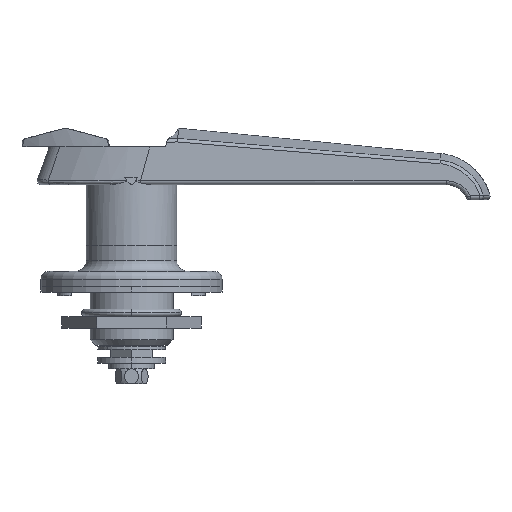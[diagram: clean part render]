
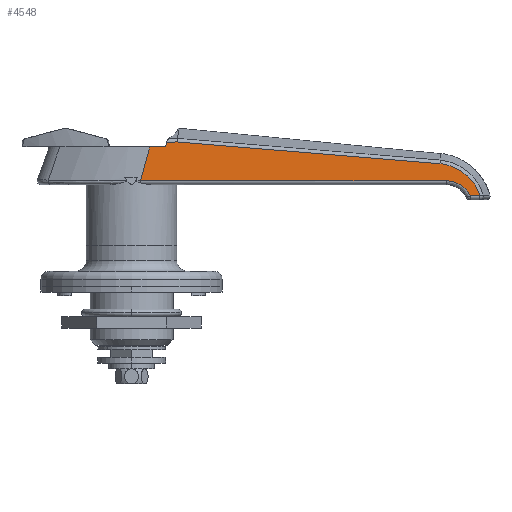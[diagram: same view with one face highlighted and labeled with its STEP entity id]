
A CAD part, left-side view. The second image highlights one B-rep face of the part: STEP entity #4548.
In plain terms, the highlighted planar face has unit normal (-0.998, -0.054, 0.026).
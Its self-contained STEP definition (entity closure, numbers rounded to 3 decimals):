
#99 =( BOUNDED_CURVE ( )  B_SPLINE_CURVE ( 3, ( #6962, #6191, #2983, #1444 ),
 .UNSPECIFIED., .F., .F. ) 
 B_SPLINE_CURVE_WITH_KNOTS ( ( 4, 4 ),
 ( 2.02, 3.148 ),
 .UNSPECIFIED. ) 
 CURVE ( )  GEOMETRIC_REPRESENTATION_ITEM ( )  RATIONAL_B_SPLINE_CURVE ( ( 1., 0.897, 0.897, 1. ) ) 
 REPRESENTATION_ITEM ( '' )  );
#101 = VECTOR ( 'NONE', #9551, 1000. ) ;
#160 = VERTEX_POINT ( 'NONE', #3653 ) ;
#244 = CARTESIAN_POINT ( 'NONE',  ( -7.143, -89.447, 1.9 ) ) ;
#543 = ORIENTED_EDGE ( 'NONE', *, *, #730, .T. ) ;
#601 = CARTESIAN_POINT ( 'NONE',  ( -11.271, -9.208, 10.852 ) ) ;
#730 = EDGE_CURVE ( 'NONE', #2918, #8411, #3114, .T. ) ;
#755 = CARTESIAN_POINT ( 'NONE',  ( -11.635, -4.137, 7.5 ) ) ;
#773 = VERTEX_POINT ( 'NONE', #2547 ) ;
#901 = CARTESIAN_POINT ( 'NONE',  ( -6.697, -100.004, -2.974 ) ) ;
#908 = VECTOR ( 'NONE', #9627, 1000. ) ;
#992 = AXIS2_PLACEMENT_3D ( 'NONE', #2178, #5308, #5897 ) ;
#997 = CARTESIAN_POINT ( 'NONE',  ( -7.116, -92.305, -2.974 ) ) ;
#1103 = CARTESIAN_POINT ( 'NONE',  ( -7.406, -82.92, 5.418 ) ) ;
#1104 = DIRECTION ( 'NONE',  ( -0.055, 0.998, -0.015 ) ) ;
#1155 = CARTESIAN_POINT ( 'NONE',  ( -7.107, -91.132, -0.218 ) ) ;
#1361 = B_SPLINE_CURVE_WITH_KNOTS ( 'NONE', 3,
 ( #8310, #601, #9231, #2241 ),
 .UNSPECIFIED., .F., .F.,
 ( 4, 4 ),
 ( 0., 0.001 ),
 .UNSPECIFIED. ) ;
#1425 = EDGE_CURVE ( 'NONE', #9724, #3951, #99, .T. ) ;
#1444 = CARTESIAN_POINT ( 'NONE',  ( -7.256, -89.722, -2.974 ) ) ;
#1716 = CARTESIAN_POINT ( 'NONE',  ( -7.213, -87.345, 3.608 ) ) ;
#1918 = CARTESIAN_POINT ( 'NONE',  ( -7.436, -82.327, 5.515 ) ) ;
#2178 = CARTESIAN_POINT ( 'NONE',  ( -6.619, -100., 0. ) ) ;
#2241 = CARTESIAN_POINT ( 'NONE',  ( -11.304, -9.007, 10. ) ) ;
#2481 = CARTESIAN_POINT ( 'NONE',  ( -7.15, -89.232, 2.11 ) ) ;
#2485 = DIRECTION ( 'NONE',  ( 0.04, -0.263, 0.964 ) ) ;
#2547 = CARTESIAN_POINT ( 'NONE',  ( -11.9, -2.371, 1.026 ) ) ;
#2578 = CARTESIAN_POINT ( 'NONE',  ( -11.304, -9.007, 10. ) ) ;
#2626 = LINE ( 'NONE', #5097, #908 ) ;
#2635 = CARTESIAN_POINT ( 'NONE',  ( -7.324, -84.653, 4.942 ) ) ;
#2855 = EDGE_CURVE ( 'NONE', #160, #8631, #8156, .T. ) ;
#2883 = CARTESIAN_POINT ( 'NONE',  ( -11.254, -9.308, 11.278 ) ) ;
#2918 = VERTEX_POINT ( 'NONE', #2578 ) ;
#2945 = ORIENTED_EDGE ( 'NONE', *, *, #2855, .T. ) ;
#2983 = CARTESIAN_POINT ( 'NONE',  ( -7.255, -88.53, -0.461 ) ) ;
#2999 = ORIENTED_EDGE ( 'NONE', *, *, #8079, .T. ) ;
#3000 = VECTOR ( 'NONE', #2485, 1000. ) ;
#3114 = LINE ( 'NONE', #10064, #3914 ) ;
#3354 = CARTESIAN_POINT ( 'NONE',  ( -7.109, -90.969, 0.038 ) ) ;
#3356 = ORIENTED_EDGE ( 'NONE', *, *, #9690, .T. ) ;
#3400 = CARTESIAN_POINT ( 'NONE',  ( -7.105, -91.432, -0.74 ) ) ;
#3440 = ORIENTED_EDGE ( 'NONE', *, *, #5282, .T. ) ;
#3454 = CARTESIAN_POINT ( 'NONE',  ( -7.118, -90.451, 0.784 ) ) ;
#3598 = FACE_OUTER_BOUND ( 'NONE', #8157, .T. ) ;
#3653 = CARTESIAN_POINT ( 'NONE',  ( -11.092, -12.275, 11.322 ) ) ;
#3914 = VECTOR ( 'NONE', #7000, 1000. ) ;
#3927 = LINE ( 'NONE', #901, #7407 ) ;
#3951 = VERTEX_POINT ( 'NONE', #8870 ) ;
#4124 = CARTESIAN_POINT ( 'NONE',  ( -7.253, -86.311, 4.213 ) ) ;
#4152 = ORIENTED_EDGE ( 'NONE', *, *, #6889, .T. ) ;
#4177 = CARTESIAN_POINT ( 'NONE',  ( -7.105, -91.949, -1.821 ) ) ;
#4264 = B_SPLINE_CURVE_WITH_KNOTS ( 'NONE', 3,
 ( #997, #5806, #4177, #7287, #3400, #1155, #3354, #3454, #5003, #244, #2481, #6575, #9482, #8002, #1716, #4124, #6468, #2635, #6517, #1103, #1918, #4852 ),
 .UNSPECIFIED., .F., .F.,
 ( 4, 2, 2, 2, 2, 2, 2, 2, 2, 2, 4 ),
 ( 0., 0.002, 0.003, 0.004, 0.005, 0.006, 0.007, 0.009, 0.011, 0.013, 0.014 ),
 .UNSPECIFIED. ) ;
#4394 = CARTESIAN_POINT ( 'NONE',  ( -7.467, -81.724, 5.568 ) ) ;
#4548 = ADVANCED_FACE ( 'NONE', ( #3598 ), #6717, .F. ) ;
#4749 = DIRECTION ( 'NONE',  ( 0.054, -0.999, 0. ) ) ;
#4763 = LINE ( 'NONE', #6435, #101 ) ;
#4828 = ORIENTED_EDGE ( 'NONE', *, *, #1425, .T. ) ;
#4852 = CARTESIAN_POINT ( 'NONE',  ( -7.467, -81.724, 5.568 ) ) ;
#5003 = CARTESIAN_POINT ( 'NONE',  ( -7.127, -90.069, 1.248 ) ) ;
#5097 = CARTESIAN_POINT ( 'NONE',  ( -6.496, -100.327, 4.027 ) ) ;
#5243 = ORIENTED_EDGE ( 'NONE', *, *, #8000, .F. ) ;
#5282 = EDGE_CURVE ( 'NONE', #8631, #2918, #1361, .T. ) ;
#5308 = DIRECTION ( 'NONE',  ( 0.998, 0.054, -0.026 ) ) ;
#5613 = LINE ( 'NONE', #755, #3000 ) ;
#5713 = VECTOR ( 'NONE', #1104, 1000. ) ;
#5806 = CARTESIAN_POINT ( 'NONE',  ( -7.109, -92.154, -2.385 ) ) ;
#5897 = DIRECTION ( 'NONE',  ( -0.054, 0.999, 0. ) ) ;
#6109 = VERTEX_POINT ( 'NONE', #7658 ) ;
#6191 = CARTESIAN_POINT ( 'NONE',  ( -7.344, -86.179, 1.026 ) ) ;
#6265 = CARTESIAN_POINT ( 'NONE',  ( -11.532, -4.819, 10. ) ) ;
#6435 = CARTESIAN_POINT ( 'NONE',  ( -7.498, -83.342, 1.026 ) ) ;
#6468 = CARTESIAN_POINT ( 'NONE',  ( -7.275, -85.772, 4.481 ) ) ;
#6517 = CARTESIAN_POINT ( 'NONE',  ( -7.35, -84.082, 5.13 ) ) ;
#6575 = CARTESIAN_POINT ( 'NONE',  ( -7.163, -88.785, 2.516 ) ) ;
#6717 = PLANE ( 'NONE',  #992 ) ;
#6889 = EDGE_CURVE ( 'NONE', #6109, #7835, #4264, .T. ) ;
#6962 = CARTESIAN_POINT ( 'NONE',  ( -7.495, -83.397, 1.026 ) ) ;
#7000 = DIRECTION ( 'NONE',  ( -0.054, 0.999, 0. ) ) ;
#7240 = ORIENTED_EDGE ( 'NONE', *, *, #9256, .T. ) ;
#7281 = CARTESIAN_POINT ( 'NONE',  ( -7.495, -83.397, 1.026 ) ) ;
#7287 = CARTESIAN_POINT ( 'NONE',  ( -7.104, -91.57, -1.006 ) ) ;
#7407 = VECTOR ( 'NONE', #4749, 1000. ) ;
#7658 = CARTESIAN_POINT ( 'NONE',  ( -7.116, -92.305, -2.974 ) ) ;
#7835 = VERTEX_POINT ( 'NONE', #4394 ) ;
#8000 = EDGE_CURVE ( 'NONE', #773, #8411, #5613, .T. ) ;
#8002 = CARTESIAN_POINT ( 'NONE',  ( -7.195, -87.841, 3.271 ) ) ;
#8079 = EDGE_CURVE ( 'NONE', #3951, #6109, #3927, .T. ) ;
#8156 = LINE ( 'NONE', #8765, #5713 ) ;
#8157 = EDGE_LOOP ( 'NONE', ( #2945, #3440, #543, #5243, #7240, #4828, #2999, #4152, #3356 ) ) ;
#8310 = CARTESIAN_POINT ( 'NONE',  ( -11.254, -9.308, 11.278 ) ) ;
#8411 = VERTEX_POINT ( 'NONE', #6265 ) ;
#8631 = VERTEX_POINT ( 'NONE', #2883 ) ;
#8765 = CARTESIAN_POINT ( 'NONE',  ( -6.3, -99.798, 12.606 ) ) ;
#8870 = CARTESIAN_POINT ( 'NONE',  ( -7.256, -89.722, -2.974 ) ) ;
#9231 = CARTESIAN_POINT ( 'NONE',  ( -11.288, -9.108, 10.426 ) ) ;
#9256 = EDGE_CURVE ( 'NONE', #773, #9724, #4763, .T. ) ;
#9482 = CARTESIAN_POINT ( 'NONE',  ( -7.171, -88.553, 2.712 ) ) ;
#9551 = DIRECTION ( 'NONE',  ( 0.054, -0.999, 0. ) ) ;
#9627 = DIRECTION ( 'NONE',  ( -0.052, 0.995, 0.082 ) ) ;
#9690 = EDGE_CURVE ( 'NONE', #7835, #160, #2626, .T. ) ;
#9724 = VERTEX_POINT ( 'NONE', #7281 ) ;
#10064 = CARTESIAN_POINT ( 'NONE',  ( -6.358, -99.986, 10. ) ) ;
